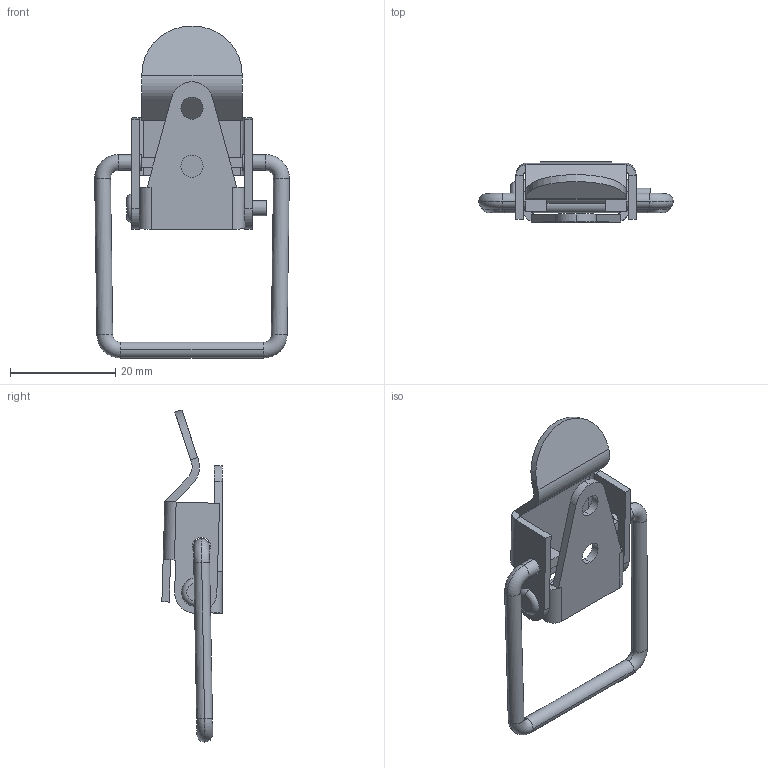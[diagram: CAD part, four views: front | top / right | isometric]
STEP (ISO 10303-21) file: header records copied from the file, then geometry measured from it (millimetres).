
FILE_DESCRIPTION (( 'STEP AP214' ), '1' );
FILE_NAME ('10522 - 105 G2 ZP.STEP', '2017-02-14T12:43:48', ( '' ), ( '' ), 'SwSTEP 2.0', 'SolidWorks 2015', '' );
FILE_SCHEMA (( 'AUTOMOTIVE_DESIGN' ));
Length unit declared in the file: millimetre
Products named in the file (5): bygel; överdel; 10522 - 105 G2 ZP; platta; nit
Assembly tree (4 placements, depth 2):
  10522 - 105 G2 ZP
    platta
    bygel
    nit
    överdel
Bounding box: 36.91 x 11.43 x 62.96 mm (x, y, z)
Volume: 3054.3 mm3; surface area: 4813.6 mm2
Topology: 4 solids, 4 shells, 129 faces, 310 edges, 190 vertices
Faces by surface type: plane 67, cylinder 48, torus 10, bspline 4
Entity records: 4132 total; most frequent: CARTESIAN_POINT 860, DIRECTION 676, ORIENTED_EDGE 620, EDGE_CURVE 310, AXIS2_PLACEMENT_3D 246, VERTEX_POINT 190, LINE 184, VECTOR 184
